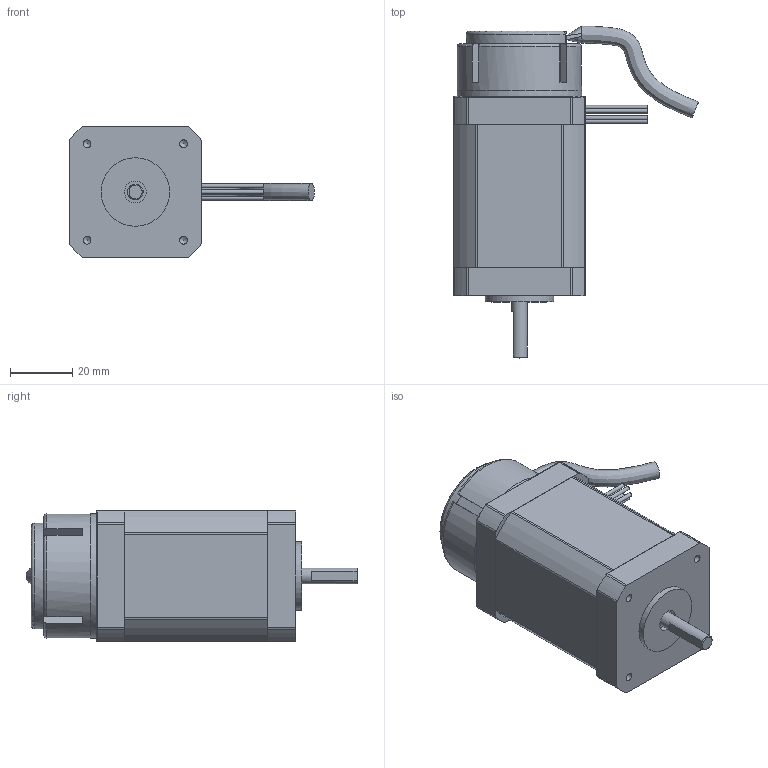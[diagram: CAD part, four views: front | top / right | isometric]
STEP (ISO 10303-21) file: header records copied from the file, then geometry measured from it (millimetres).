
FILE_DESCRIPTION( ( '' ), '1' );
FILE_NAME( 'MS247-20AO5.stp', '2019-10-08T02:01:49', ( 'Dimamotor' ), ( 'Dimamotor' ), 'PSStep 17.0.49', ' ', ' ' );
FILE_SCHEMA( ( 'AUTOMOTIVE_DESIGN { 1 0 10303 214 1 1 1 1 }' ) );
Length unit declared in the file: millimetre
Products named in the file (6): Assem1; MS24步進馬達上蓋; Screw_ANSI_B18.6.3_09F_UNC_No5x1_v12.00; MS24步進馬達?軸下蓋; AO5-編碼器; MS247步進馬達定子
Assembly tree (8 placements, depth 2):
  Assem1
    MS24步進馬達上蓋
    Screw_ANSI_B18.6.3_09F_UNC_No5x1_v12.00  x4
    MS24步進馬達?軸下蓋
    AO5-編碼器
    MS247步進馬達定子
Bounding box: 78.71 x 106.67 x 42.3 mm (x, y, z)
Volume: 131259.3 mm3; surface area: 31765.9 mm2
Topology: 8 solids, 8 shells, 290 faces, 708 edges, 456 vertices
Faces by surface type: plane 141, cylinder 93, cone 26, torus 21, bspline 5, sphere 4
Full cylindrical faces by diameter (mm): 1.3 x6, 2.5 x4, 3.175 x8, 3.2 x4, 5 x2, 6.5 x4, 7 x1, 9 x1, 10 x2, 10.5 x1, 22 x1, 40 x2
Entity records: 8319 total; most frequent: CARTESIAN_POINT 1745, DIRECTION 1060, ORIENTED_EDGE 894, EDGE_CURVE 447, AXIS2_PLACEMENT_3D 427, VERTEX_POINT 316, EDGE_LOOP 285, FACE_OUTER_BOUND 242
